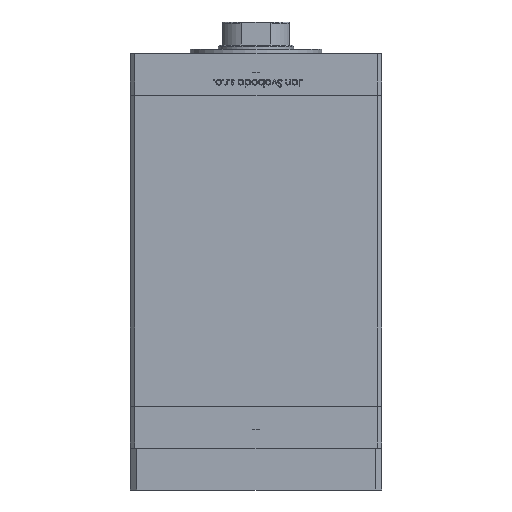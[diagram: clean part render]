
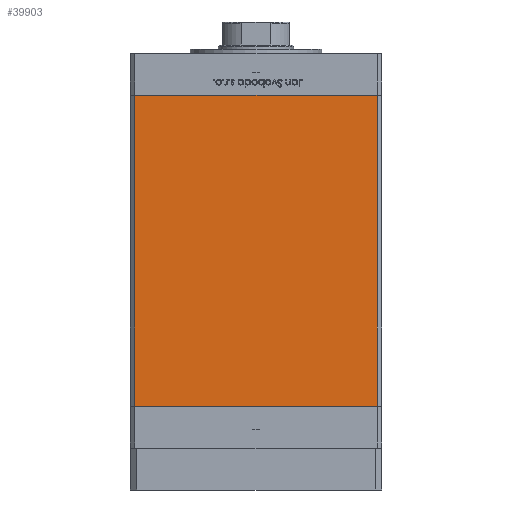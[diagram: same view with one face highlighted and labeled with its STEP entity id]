
A CAD part, front view. The second image highlights one B-rep face of the part: STEP entity #39903.
In plain terms, the highlighted planar face has unit normal (0, -1, 0).
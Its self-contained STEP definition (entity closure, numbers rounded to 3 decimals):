
#2577 = VECTOR ( 'NONE', #15660, 1000. ) ;
#5988 = EDGE_LOOP ( 'NONE', ( #45089, #38338, #52413, #50631 ) ) ;
#7758 = AXIS2_PLACEMENT_3D ( 'NONE', #22211, #13860, #10345 ) ;
#8995 = VECTOR ( 'NONE', #50496, 1000. ) ;
#9292 = FACE_OUTER_BOUND ( 'NONE', #5988, .T. ) ;
#9904 = EDGE_CURVE ( 'NONE', #13247, #37082, #40547, .T. ) ;
#10345 = DIRECTION ( 'NONE',  ( 0., 0., 1. ) ) ;
#10834 = CARTESIAN_POINT ( 'NONE',  ( -58., -51., 148.5 ) ) ;
#13247 = VERTEX_POINT ( 'NONE', #35314 ) ;
#13860 = DIRECTION ( 'NONE',  ( 0., 1., 0. ) ) ;
#15660 = DIRECTION ( 'NONE',  ( 1., 0., 0. ) ) ;
#16016 = CARTESIAN_POINT ( 'NONE',  ( -58., -51., 0. ) ) ;
#16283 = DIRECTION ( 'NONE',  ( 1., 0., 0. ) ) ;
#19445 = VECTOR ( 'NONE', #16283, 1000. ) ;
#21483 = VECTOR ( 'NONE', #29318, 1000. ) ;
#22211 = CARTESIAN_POINT ( 'NONE',  ( -58., -51., 148.5 ) ) ;
#24891 = CARTESIAN_POINT ( 'NONE',  ( -58., -51., 148.5 ) ) ;
#26062 = CARTESIAN_POINT ( 'NONE',  ( 58., -51., 148.5 ) ) ;
#26473 = VERTEX_POINT ( 'NONE', #45454 ) ;
#29318 = DIRECTION ( 'NONE',  ( 0., 0., -1. ) ) ;
#30824 = PLANE ( 'NONE',  #7758 ) ;
#32807 = CARTESIAN_POINT ( 'NONE',  ( 58., -51., 0. ) ) ;
#34787 = EDGE_CURVE ( 'NONE', #26473, #40358, #36156, .T. ) ;
#35314 = CARTESIAN_POINT ( 'NONE',  ( -58., -51., 0. ) ) ;
#36156 = LINE ( 'NONE', #10834, #2577 ) ;
#37082 = VERTEX_POINT ( 'NONE', #32807 ) ;
#37912 = EDGE_CURVE ( 'NONE', #40358, #37082, #46557, .T. ) ;
#38338 = ORIENTED_EDGE ( 'NONE', *, *, #37912, .F. ) ;
#39903 = ADVANCED_FACE ( 'NONE', ( #9292 ), #30824, .F. ) ;
#40358 = VERTEX_POINT ( 'NONE', #42236 ) ;
#40547 = LINE ( 'NONE', #16016, #19445 ) ;
#41604 = LINE ( 'NONE', #24891, #8995 ) ;
#42236 = CARTESIAN_POINT ( 'NONE',  ( 58., -51., 148.5 ) ) ;
#45089 = ORIENTED_EDGE ( 'NONE', *, *, #9904, .T. ) ;
#45454 = CARTESIAN_POINT ( 'NONE',  ( -58., -51., 148.5 ) ) ;
#46557 = LINE ( 'NONE', #26062, #21483 ) ;
#50496 = DIRECTION ( 'NONE',  ( 0., 0., -1. ) ) ;
#50631 = ORIENTED_EDGE ( 'NONE', *, *, #51745, .T. ) ;
#51745 = EDGE_CURVE ( 'NONE', #26473, #13247, #41604, .T. ) ;
#52413 = ORIENTED_EDGE ( 'NONE', *, *, #34787, .F. ) ;
